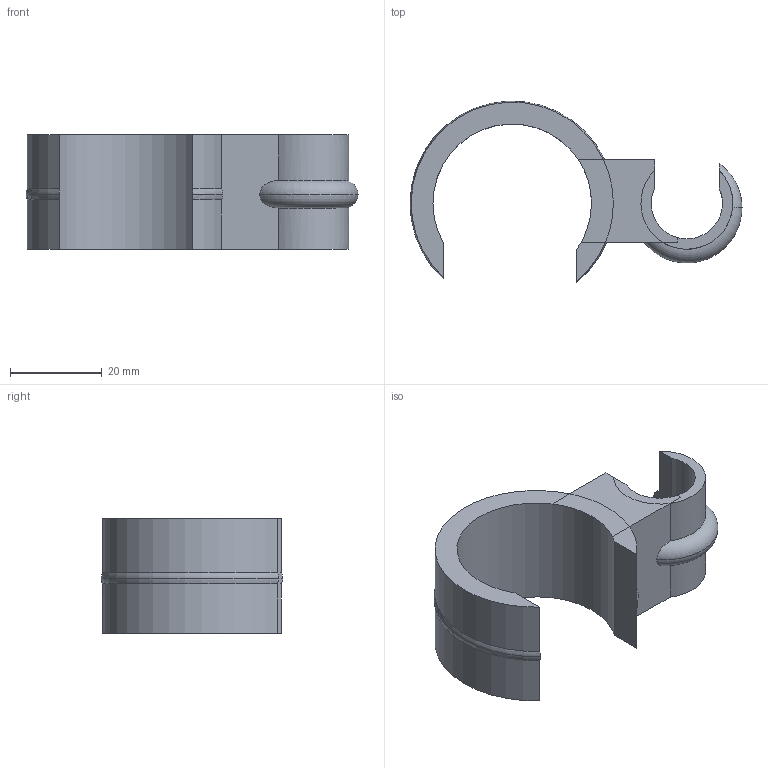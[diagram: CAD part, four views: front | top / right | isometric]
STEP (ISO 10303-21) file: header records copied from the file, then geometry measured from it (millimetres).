
FILE_DESCRIPTION(('FreeCAD Model'),'2;1');
FILE_NAME('LockHolder_2.step','2019-03-12T23:34:41',('Author'),(''), 'Open CASCADE STEP processor 7.3','FreeCAD','Unknown');
FILE_SCHEMA(('AUTOMOTIVE_DESIGN { 1 0 10303 214 1 1 1 1 }'));
Length unit declared in the file: millimetre
Products named in the file (1): Cutout001
Bounding box: 72.25 x 39.52 x 25 mm (x, y, z)
Volume: 16998.2 mm3; surface area: 8216.3 mm2
Topology: 1 solids, 1 shells, 38 faces, 99 edges, 63 vertices
Faces by surface type: plane 18, cylinder 12, torus 8
Entity records: 5291 total; most frequent: CARTESIAN_POINT 3429, DIRECTION 305, ORIENTED_EDGE 198, PCURVE 198, DEFINITIONAL_REPRESENTATION 198, LINE 117, VECTOR 117, B_SPLINE_CURVE_WITH_KNOTS 108
